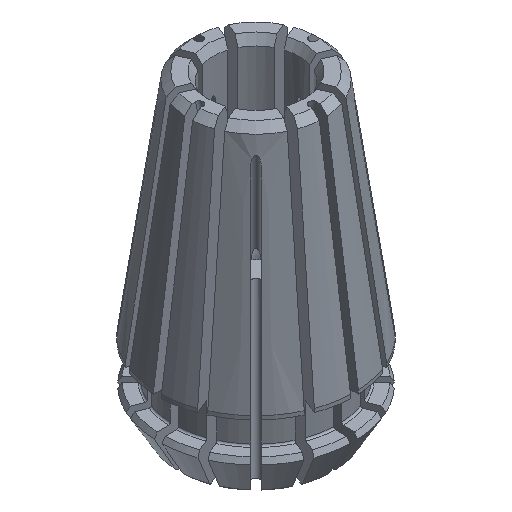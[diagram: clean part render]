
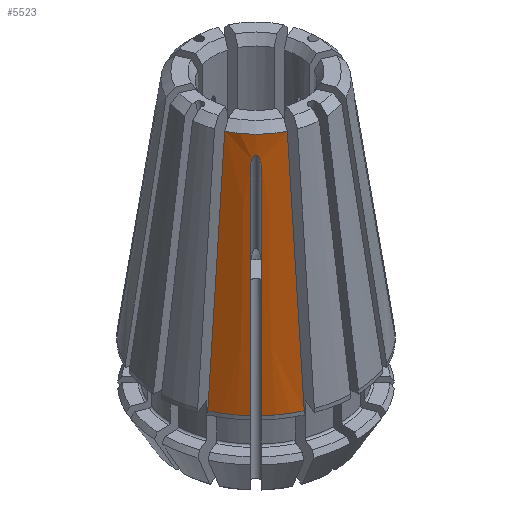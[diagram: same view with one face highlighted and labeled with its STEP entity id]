
A CAD part, isometric view. The second image highlights one B-rep face of the part: STEP entity #5523.
In plain terms, the highlighted conical face has half-angle 8 degrees and reference radius 3.853 mm.
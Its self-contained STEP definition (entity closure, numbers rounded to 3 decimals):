
#37=CONICAL_SURFACE('',#5938,3.853,0.14);
#242=B_SPLINE_CURVE_WITH_KNOTS('',3,(#8622,#8623,#8624,#8625),
 .UNSPECIFIED.,.F.,.F.,(4,4),(0.,0.013),
 .UNSPECIFIED.);
#243=B_SPLINE_CURVE_WITH_KNOTS('',3,(#8626,#8627,#8628,#8629),
 .UNSPECIFIED.,.F.,.F.,(4,4),(0.,0.011),
 .UNSPECIFIED.);
#244=B_SPLINE_CURVE_WITH_KNOTS('',3,(#8631,#8632,#8633,#8634,#8635,#8636,
#8637,#8638,#8639),.UNSPECIFIED.,.F.,.F.,(4,1,1,1,1,1,4),(0.,
0.,0.001,0.001,0.001,
0.001,0.001),.UNSPECIFIED.);
#245=B_SPLINE_CURVE_WITH_KNOTS('',3,(#8641,#8642,#8643,#8644),
 .UNSPECIFIED.,.F.,.F.,(4,4),(0.,0.011),
 .UNSPECIFIED.);
#246=B_SPLINE_CURVE_WITH_KNOTS('',3,(#8648,#8649,#8650,#8651),
 .UNSPECIFIED.,.F.,.F.,(4,4),(0.,0.013),
 .UNSPECIFIED.);
#1513=ORIENTED_EDGE('',*,*,#3293,.T.);
#1514=ORIENTED_EDGE('',*,*,#3295,.T.);
#1515=ORIENTED_EDGE('',*,*,#3269,.T.);
#1516=ORIENTED_EDGE('',*,*,#3296,.T.);
#1517=ORIENTED_EDGE('',*,*,#3297,.T.);
#1518=ORIENTED_EDGE('',*,*,#3298,.F.);
#1519=ORIENTED_EDGE('',*,*,#3299,.T.);
#1520=ORIENTED_EDGE('',*,*,#3300,.F.);
#3269=EDGE_CURVE('',#4144,#4146,#4624,.F.);
#3293=EDGE_CURVE('',#4160,#4159,#4631,.F.);
#3295=EDGE_CURVE('',#4159,#4144,#242,.T.);
#3296=EDGE_CURVE('',#4146,#4161,#243,.T.);
#3297=EDGE_CURVE('',#4161,#4162,#244,.T.);
#3298=EDGE_CURVE('',#4163,#4162,#245,.T.);
#3299=EDGE_CURVE('',#4163,#4164,#4632,.F.);
#3300=EDGE_CURVE('',#4160,#4164,#246,.T.);
#4144=VERTEX_POINT('',#8531);
#4146=VERTEX_POINT('',#8535);
#4159=VERTEX_POINT('',#8614);
#4160=VERTEX_POINT('',#8616);
#4161=VERTEX_POINT('',#8630);
#4162=VERTEX_POINT('',#8640);
#4163=VERTEX_POINT('',#8645);
#4164=VERTEX_POINT('',#8647);
#4624=CIRCLE('',#5921,5.72);
#4631=CIRCLE('',#5937,3.91);
#4632=CIRCLE('',#5939,5.72);
#4851=EDGE_LOOP('',(#1513,#1514,#1515,#1516,#1517,#1518,#1519,#1520));
#5149=FACE_BOUND('',#4851,.T.);
#5523=ADVANCED_FACE('',(#5149),#37,.T.);
#5921=AXIS2_PLACEMENT_3D('',#8536,#6726,#6727);
#5937=AXIS2_PLACEMENT_3D('',#8615,#6764,#6765);
#5938=AXIS2_PLACEMENT_3D('',#8621,#6766,#6767);
#5939=AXIS2_PLACEMENT_3D('',#8646,#6768,#6769);
#6726=DIRECTION('',(0.,0.,-1.));
#6727=DIRECTION('',(-1.,0.,0.));
#6764=DIRECTION('',(0.,0.,1.));
#6765=DIRECTION('',(1.,0.,0.));
#6766=DIRECTION('',(0.,0.,-1.));
#6767=DIRECTION('',(-1.,0.,0.));
#6768=DIRECTION('',(0.,0.,-1.));
#6769=DIRECTION('',(-1.,0.,0.));
#8531=CARTESIAN_POINT('',(-5.194,-2.395,0.214));
#8535=CARTESIAN_POINT('',(-4.201,-3.882,0.214));
#8536=CARTESIAN_POINT('',(0.,0.,0.214));
#8614=CARTESIAN_POINT('',(-3.521,-1.702,13.09));
#8615=CARTESIAN_POINT('',(0.,0.,13.09));
#8616=CARTESIAN_POINT('',(-1.702,-3.521,13.09));
#8621=CARTESIAN_POINT('',(0.,0.,13.5));
#8622=CARTESIAN_POINT('',(-3.521,-1.702,13.09));
#8623=CARTESIAN_POINT('',(-4.079,-1.933,8.798));
#8624=CARTESIAN_POINT('',(-4.637,-2.164,4.506));
#8625=CARTESIAN_POINT('',(-5.194,-2.395,0.214));
#8626=CARTESIAN_POINT('',(-4.201,-3.882,0.214));
#8627=CARTESIAN_POINT('',(-3.825,-3.507,3.992));
#8628=CARTESIAN_POINT('',(-3.449,-3.131,7.769));
#8629=CARTESIAN_POINT('',(-3.073,-2.755,11.547));
#8630=CARTESIAN_POINT('',(-3.073,-2.755,11.547));
#8631=CARTESIAN_POINT('',(-3.073,-2.755,11.547));
#8632=CARTESIAN_POINT('',(-3.062,-2.744,11.658));
#8633=CARTESIAN_POINT('',(-3.031,-2.743,11.825));
#8634=CARTESIAN_POINT('',(-2.968,-2.769,12.032));
#8635=CARTESIAN_POINT('',(-2.855,-2.857,12.182));
#8636=CARTESIAN_POINT('',(-2.769,-2.969,12.03));
#8637=CARTESIAN_POINT('',(-2.743,-3.032,11.824));
#8638=CARTESIAN_POINT('',(-2.744,-3.062,11.658));
#8639=CARTESIAN_POINT('',(-2.755,-3.073,11.547));
#8640=CARTESIAN_POINT('',(-2.755,-3.073,11.547));
#8641=CARTESIAN_POINT('',(-3.882,-4.201,0.214));
#8642=CARTESIAN_POINT('',(-3.507,-3.825,3.992));
#8643=CARTESIAN_POINT('',(-3.131,-3.449,7.769));
#8644=CARTESIAN_POINT('',(-2.755,-3.073,11.547));
#8645=CARTESIAN_POINT('',(-3.882,-4.201,0.214));
#8646=CARTESIAN_POINT('',(0.,0.,0.214));
#8647=CARTESIAN_POINT('',(-2.395,-5.194,0.214));
#8648=CARTESIAN_POINT('',(-1.702,-3.521,13.09));
#8649=CARTESIAN_POINT('',(-1.933,-4.079,8.798));
#8650=CARTESIAN_POINT('',(-2.164,-4.637,4.506));
#8651=CARTESIAN_POINT('',(-2.395,-5.194,0.214));
